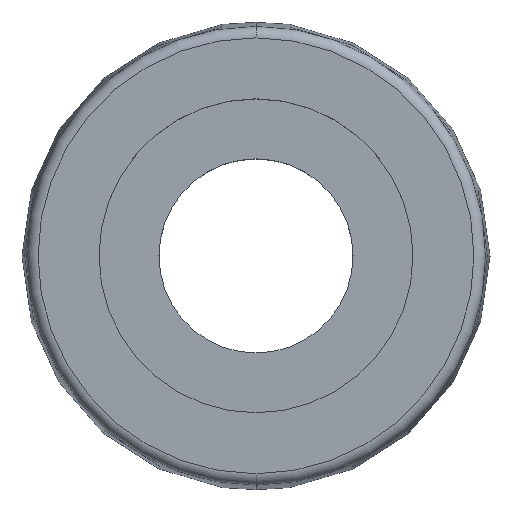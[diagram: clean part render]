
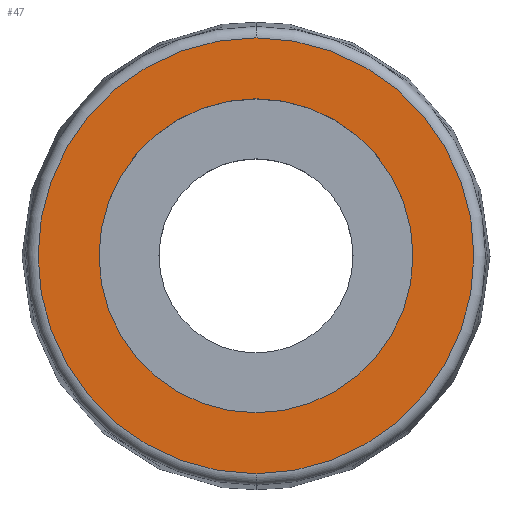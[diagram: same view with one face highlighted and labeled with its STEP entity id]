
A CAD part, top view. The second image highlights one B-rep face of the part: STEP entity #47.
In plain terms, the highlighted planar face has unit normal (0, 0, 1).
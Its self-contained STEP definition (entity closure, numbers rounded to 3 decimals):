
#27=FACE_BOUND('',#79,.F.);
#31=PLANE('',#294);
#47=ADVANCED_FACE('',(#27,#63),#31,.T.);
#63=FACE_OUTER_BOUND('',#80,.F.);
#79=EDGE_LOOP('',(#117,#118));
#80=EDGE_LOOP('',(#119,#120));
#117=ORIENTED_EDGE('',*,*,#205,.T.);
#118=ORIENTED_EDGE('',*,*,#183,.T.);
#119=ORIENTED_EDGE('',*,*,#214,.F.);
#120=ORIENTED_EDGE('',*,*,#192,.F.);
#183=EDGE_CURVE('',#260,#259,#215,.T.);
#192=EDGE_CURVE('',#242,#241,#224,.T.);
#205=EDGE_CURVE('',#259,#260,#231,.T.);
#214=EDGE_CURVE('',#241,#242,#240,.T.);
#215=CIRCLE('',#263,27.5);
#224=CIRCLE('',#272,38.182);
#231=CIRCLE('',#279,27.5);
#240=CIRCLE('',#288,38.182);
#241=VERTEX_POINT('',#395);
#242=VERTEX_POINT('',#396);
#259=VERTEX_POINT('',#413);
#260=VERTEX_POINT('',#414);
#263=AXIS2_PLACEMENT_3D('',#415,#306,#307);
#272=AXIS2_PLACEMENT_3D('',#424,#324,#325);
#279=AXIS2_PLACEMENT_3D('',#437,#344,#345);
#288=AXIS2_PLACEMENT_3D('',#446,#362,#363);
#294=AXIS2_PLACEMENT_3D('',#682,#374,#375);
#306=DIRECTION('',(0.,0.,1.));
#307=DIRECTION('',(0.,-1.,0.));
#324=DIRECTION('',(0.,0.,1.));
#325=DIRECTION('',(0.,-1.,0.));
#344=DIRECTION('',(0.,0.,1.));
#345=DIRECTION('',(0.,1.,0.));
#362=DIRECTION('',(0.,0.,1.));
#363=DIRECTION('',(0.,1.,0.));
#374=DIRECTION('',(0.,0.,1.));
#375=DIRECTION('',(-1.,0.,0.));
#395=CARTESIAN_POINT('',(-100.,-2.318,-265.));
#396=CARTESIAN_POINT('',(-100.,-78.682,-265.));
#413=CARTESIAN_POINT('',(-100.,-13.,-265.));
#414=CARTESIAN_POINT('',(-100.,-68.,-265.));
#415=CARTESIAN_POINT('',(-100.,-40.5,-265.));
#424=CARTESIAN_POINT('',(-100.,-40.5,-265.));
#437=CARTESIAN_POINT('',(-100.,-40.5,-265.));
#446=CARTESIAN_POINT('',(-100.,-40.5,-265.));
#682=CARTESIAN_POINT('',(-61.054,-1.554,-265.));
